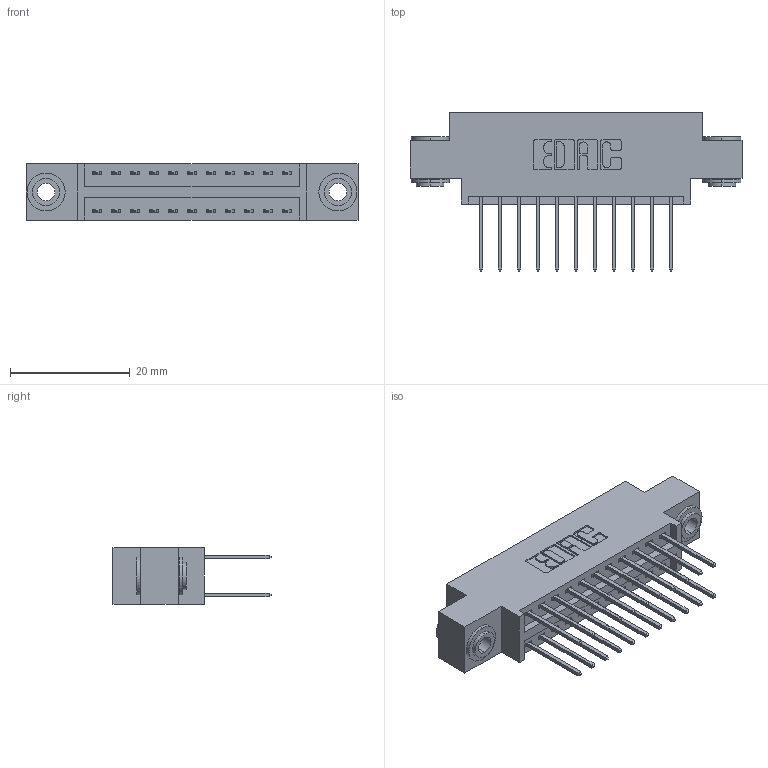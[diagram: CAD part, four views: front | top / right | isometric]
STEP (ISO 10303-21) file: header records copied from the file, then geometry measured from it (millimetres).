
FILE_DESCRIPTION (( 'STEP AP203' ), '1' );
FILE_NAME ('396-022-522-803.STEP', '2018-09-01T09:12:00', ( '' ), ( '' ), 'SwSTEP 2.0', 'SolidWorks 2016', '' );
FILE_SCHEMA (( 'CONFIG_CONTROL_DESIGN' ));
Length unit declared in the file: inch
Products named in the file (4): 346 Part_0.170 Offset - 0.156 Dia-TH; 345-292-001_345-293-122; 345-250-002_345-250-002-102; 396-022-522-803
Assembly tree (25 placements, depth 2):
  396-022-522-803
    346 Part_0.170 Offset - 0.156 Dia-TH
    345-292-001_345-293-122  x22
    345-250-002_345-250-002-102  x2
Bounding box: 55.5 x 26.42 x 9.4 mm (x, y, z)
Volume: 5092.2 mm3; surface area: 7167.5 mm2
Topology: 25 solids, 25 shells, 1308 faces, 3827 edges, 2518 vertices
Faces by surface type: plane 860, cylinder 440, cone 8
Entity records: 12152 total; most frequent: CARTESIAN_POINT 2023, ORIENTED_EDGE 1950, DIRECTION 1865, EDGE_CURVE 975, LINE 775, VECTOR 775, VERTEX_POINT 646, AXIS2_PLACEMENT_3D 545
